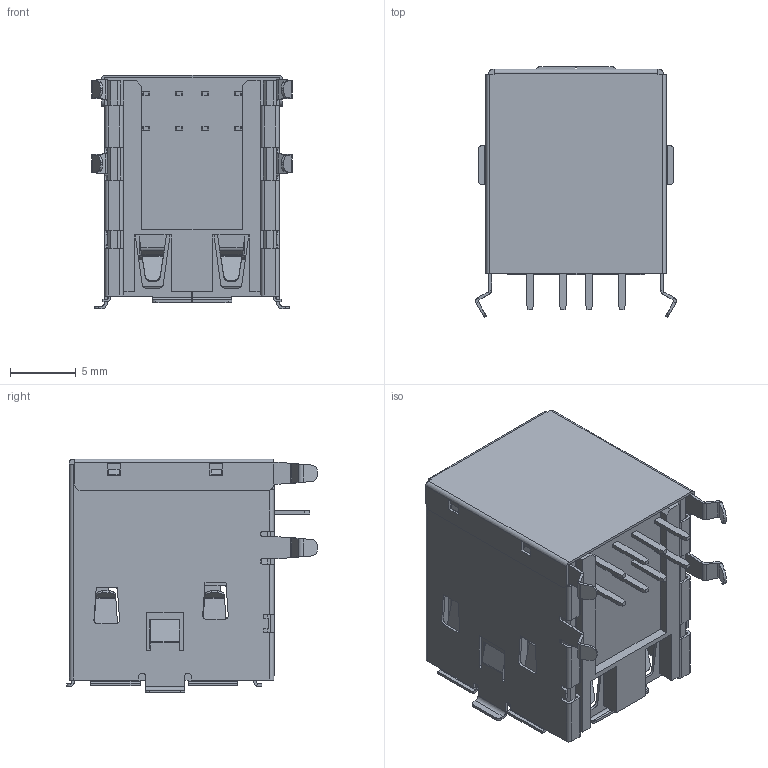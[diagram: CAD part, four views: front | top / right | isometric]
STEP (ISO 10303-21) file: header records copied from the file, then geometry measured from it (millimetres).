
FILE_DESCRIPTION(('STEP AP242'),'1');
FILE_NAME('67298-3091.stp','2021-05-07T01:02:29',('TraceParts'),('TraceParts S.A.'),'Spatial InterOp 3D',' ',' ');
FILE_SCHEMA(('AP242_MANAGED_MODEL_BASED_3D_ENGINEERING_MIM_LF {1 0 10303 442 1 1 4}'));
Length unit declared in the file: millimetre
Products named in the file (1): 67298-3091_1
Bounding box: 15.32 x 19.16 x 17.86 mm (x, y, z)
Volume: 2646.3 mm3; surface area: 3195.5 mm2
Topology: 1 solids, 1 shells, 1106 faces, 3164 edges, 2075 vertices
Faces by surface type: plane 722, cylinder 321, bspline 63
Entity records: 39720 total; most frequent: CARTESIAN_POINT 10926, ORIENTED_EDGE 6248, DIRECTION 5571, EDGE_CURVE 3124, LINE 2421, VECTOR 2421, VERTEX_POINT 1995, AXIS2_PLACEMENT_3D 1575
